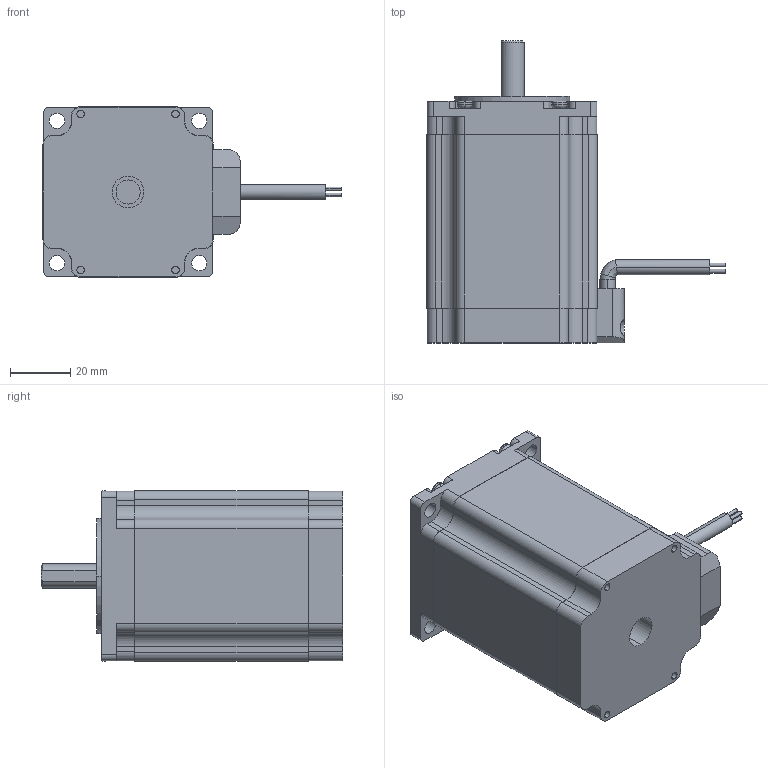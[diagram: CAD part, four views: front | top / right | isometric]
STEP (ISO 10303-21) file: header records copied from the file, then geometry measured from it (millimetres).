
FILE_DESCRIPTION (( 'STEP AP214' ), '1' );
FILE_NAME ('57BYGH380-4003A.STEP', '2022-02-10T01:52:08', ( '' ), ( '' ), 'SwSTEP 2.0', 'SolidWorks 2020', '' );
FILE_SCHEMA (( 'AUTOMOTIVE_DESIGN' ));
Length unit declared in the file: millimetre
Products named in the file (7): 57ヶ傷裔; 57隅赽53; 57BYGH380-4003A; M3蹟隊; 揤盄裔; 57綴傷裔; 57H276A-8-20粣
Assembly tree (9 placements, depth 2):
  57BYGH380-4003A
    57隅赽53
    57綴傷裔
    57ヶ傷裔
    57H276A-8-20粣
    M3蹟隊  x4
    揤盄裔
Bounding box: 98.73 x 100 x 56.4 mm (x, y, z)
Volume: 236819.6 mm3; surface area: 44125.9 mm2
Topology: 9 solids, 9 shells, 294 faces, 766 edges, 500 vertices
Faces by surface type: cylinder 153, plane 117, torus 18, bspline 4, cone 2
Entity records: 8916 total; most frequent: CARTESIAN_POINT 1463, DIRECTION 1311, ORIENTED_EDGE 1190, EDGE_CURVE 595, AXIS2_PLACEMENT_3D 498, VERTEX_POINT 392, LINE 315, VECTOR 315
